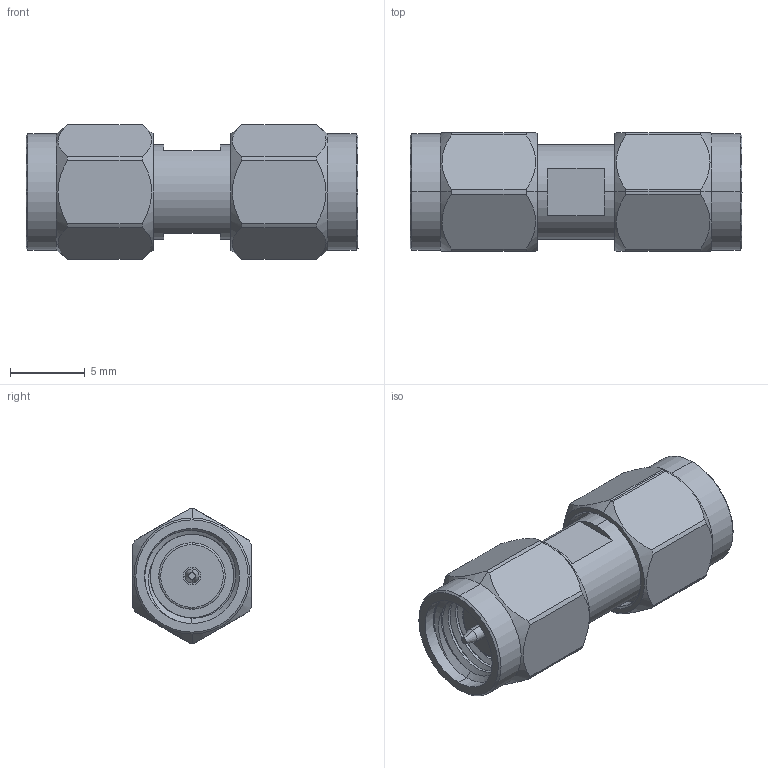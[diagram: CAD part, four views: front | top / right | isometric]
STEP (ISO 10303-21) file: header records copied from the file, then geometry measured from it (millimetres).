
FILE_DESCRIPTION (( 'STEP AP214' ), '1' );
FILE_NAME ('SM7575_3D.step', '2025-06-04T14:54:30', ( '' ), ( '' ), 'SwSTEP 2.0', 'SolidWorks 2022', '' );
FILE_SCHEMA (( 'AUTOMOTIVE_DESIGN' ));
Length unit declared in the file: inch
Products named in the file (1): SM7575_3D
Bounding box: 22.2 x 7.94 x 8.99 mm (x, y, z)
Volume: 831.5 mm3; surface area: 1127.3 mm2
Topology: 1 solids, 1 shells, 132 faces, 326 edges, 208 vertices
Faces by surface type: cylinder 64, plane 32, cone 26, bspline 10
Entity records: 6410 total; most frequent: CARTESIAN_POINT 3411, ORIENTED_EDGE 652, DIRECTION 588, EDGE_CURVE 326, AXIS2_PLACEMENT_3D 239, VERTEX_POINT 208, EDGE_LOOP 144, FACE_OUTER_BOUND 132
